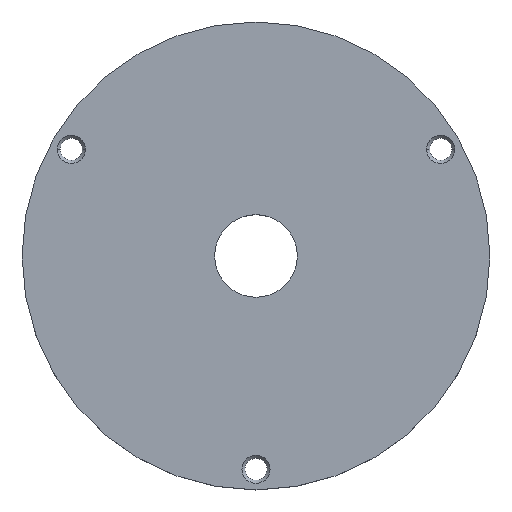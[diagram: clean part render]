
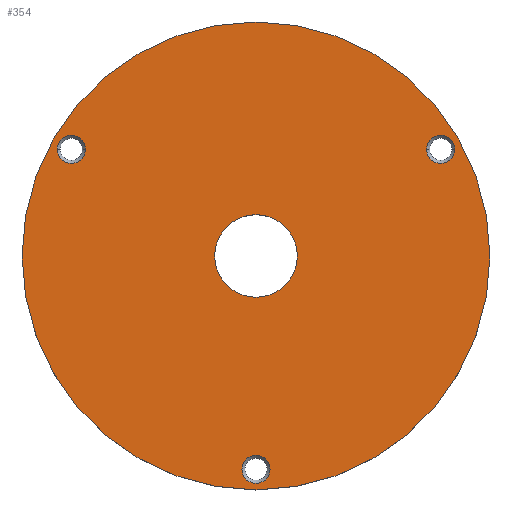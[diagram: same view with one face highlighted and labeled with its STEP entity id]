
A CAD part, top view. The second image highlights one B-rep face of the part: STEP entity #354.
In plain terms, the highlighted planar face has unit normal (0, 0, 1).
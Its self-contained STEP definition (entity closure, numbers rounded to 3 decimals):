
#11 = ORIENTED_EDGE ( 'NONE', *, *, #519, .F. ) ;
#17 = CIRCLE ( 'NONE', #419, 1.025 ) ;
#22 = AXIS2_PLACEMENT_3D ( 'NONE', #226, #513, #413 ) ;
#35 = FACE_BOUND ( 'NONE', #545, .T. ) ;
#39 = PLANE ( 'NONE',  #49 ) ;
#40 = CARTESIAN_POINT ( 'NONE',  ( 17., 0., 0. ) ) ;
#44 = CARTESIAN_POINT ( 'NONE',  ( 12.398, 7.75, 0. ) ) ;
#49 = AXIS2_PLACEMENT_3D ( 'NONE', #170, #411, #164 ) ;
#58 = DIRECTION ( 'NONE',  ( 1., 0., 0. ) ) ;
#59 = DIRECTION ( 'NONE',  ( 0., 0., 1. ) ) ;
#61 = CARTESIAN_POINT ( 'NONE',  ( 0., -15.5, 0. ) ) ;
#67 = DIRECTION ( 'NONE',  ( 0., 0., 1. ) ) ;
#76 = EDGE_LOOP ( 'NONE', ( #319, #428 ) ) ;
#78 = CIRCLE ( 'NONE', #280, 3. ) ;
#81 = EDGE_CURVE ( 'NONE', #250, #506, #232, .T. ) ;
#83 = FACE_BOUND ( 'NONE', #567, .T. ) ;
#87 = DIRECTION ( 'NONE',  ( 1., 0., 0. ) ) ;
#93 = CARTESIAN_POINT ( 'NONE',  ( -13.423, 7.75, 0. ) ) ;
#96 = CARTESIAN_POINT ( 'NONE',  ( 0., 0., 0. ) ) ;
#98 = EDGE_CURVE ( 'NONE', #431, #323, #586, .T. ) ;
#99 = DIRECTION ( 'NONE',  ( 1., 0., 0. ) ) ;
#104 = AXIS2_PLACEMENT_3D ( 'NONE', #93, #462, #99 ) ;
#105 = CARTESIAN_POINT ( 'NONE',  ( 0., 0., 0. ) ) ;
#116 = DIRECTION ( 'NONE',  ( 0., 0., 1. ) ) ;
#119 = CIRCLE ( 'NONE', #312, 1.025 ) ;
#125 = ORIENTED_EDGE ( 'NONE', *, *, #128, .F. ) ;
#128 = EDGE_CURVE ( 'NONE', #131, #142, #78, .T. ) ;
#131 = VERTEX_POINT ( 'NONE', #298 ) ;
#142 = VERTEX_POINT ( 'NONE', #447 ) ;
#152 = AXIS2_PLACEMENT_3D ( 'NONE', #582, #257, #58 ) ;
#156 = EDGE_LOOP ( 'NONE', ( #241, #306 ) ) ;
#158 = CIRCLE ( 'NONE', #525, 17. ) ;
#164 = DIRECTION ( 'NONE',  ( 1., 0., 0. ) ) ;
#170 = CARTESIAN_POINT ( 'NONE',  ( 0., 0., 0. ) ) ;
#176 = EDGE_CURVE ( 'NONE', #466, #470, #119, .T. ) ;
#187 = CARTESIAN_POINT ( 'NONE',  ( -12.398, 7.75, 0. ) ) ;
#191 = EDGE_CURVE ( 'NONE', #470, #466, #17, .T. ) ;
#193 = ORIENTED_EDGE ( 'NONE', *, *, #176, .F. ) ;
#199 = AXIS2_PLACEMENT_3D ( 'NONE', #376, #619, #576 ) ;
#201 = DIRECTION ( 'NONE',  ( 1., 0., 0. ) ) ;
#206 = ORIENTED_EDGE ( 'NONE', *, *, #526, .F. ) ;
#220 = FACE_BOUND ( 'NONE', #308, .T. ) ;
#226 = CARTESIAN_POINT ( 'NONE',  ( 13.423, 7.75, 0. ) ) ;
#231 = ORIENTED_EDGE ( 'NONE', *, *, #191, .F. ) ;
#232 = CIRCLE ( 'NONE', #199, 17. ) ;
#238 = AXIS2_PLACEMENT_3D ( 'NONE', #253, #59, #336 ) ;
#241 = ORIENTED_EDGE ( 'NONE', *, *, #570, .F. ) ;
#250 = VERTEX_POINT ( 'NONE', #529 ) ;
#253 = CARTESIAN_POINT ( 'NONE',  ( -13.423, 7.75, 0. ) ) ;
#257 = DIRECTION ( 'NONE',  ( 0., 0., 1. ) ) ;
#258 = CIRCLE ( 'NONE', #238, 1.025 ) ;
#275 = CARTESIAN_POINT ( 'NONE',  ( 0., 0., 0. ) ) ;
#280 = AXIS2_PLACEMENT_3D ( 'NONE', #105, #533, #338 ) ;
#282 = DIRECTION ( 'NONE',  ( 0., 0., 1. ) ) ;
#287 = AXIS2_PLACEMENT_3D ( 'NONE', #96, #282, #87 ) ;
#298 = CARTESIAN_POINT ( 'NONE',  ( -3., 0., 0. ) ) ;
#306 = ORIENTED_EDGE ( 'NONE', *, *, #98, .F. ) ;
#308 = EDGE_LOOP ( 'NONE', ( #206, #500 ) ) ;
#312 = AXIS2_PLACEMENT_3D ( 'NONE', #61, #348, #432 ) ;
#316 = FACE_BOUND ( 'NONE', #156, .T. ) ;
#319 = ORIENTED_EDGE ( 'NONE', *, *, #579, .T. ) ;
#323 = VERTEX_POINT ( 'NONE', #509 ) ;
#336 = DIRECTION ( 'NONE',  ( 1., 0., 0. ) ) ;
#337 = VERTEX_POINT ( 'NONE', #507 ) ;
#338 = DIRECTION ( 'NONE',  ( 1., 0., 0. ) ) ;
#348 = DIRECTION ( 'NONE',  ( 0., 0., 1. ) ) ;
#354 = ADVANCED_FACE ( 'NONE', ( #35, #220, #316, #83, #406 ), #39, .T. ) ;
#365 = CIRCLE ( 'NONE', #104, 1.025 ) ;
#376 = CARTESIAN_POINT ( 'NONE',  ( 0., 0., 0. ) ) ;
#406 = FACE_OUTER_BOUND ( 'NONE', #76, .T. ) ;
#411 = DIRECTION ( 'NONE',  ( 0., 0., 1. ) ) ;
#413 = DIRECTION ( 'NONE',  ( 1., 0., 0. ) ) ;
#419 = AXIS2_PLACEMENT_3D ( 'NONE', #437, #116, #496 ) ;
#428 = ORIENTED_EDGE ( 'NONE', *, *, #81, .T. ) ;
#431 = VERTEX_POINT ( 'NONE', #44 ) ;
#432 = DIRECTION ( 'NONE',  ( 1., 0., 0. ) ) ;
#437 = CARTESIAN_POINT ( 'NONE',  ( 0., -15.5, 0. ) ) ;
#447 = CARTESIAN_POINT ( 'NONE',  ( 3., 0., 0. ) ) ;
#462 = DIRECTION ( 'NONE',  ( 0., 0., 1. ) ) ;
#466 = VERTEX_POINT ( 'NONE', #569 ) ;
#470 = VERTEX_POINT ( 'NONE', #573 ) ;
#489 = VERTEX_POINT ( 'NONE', #187 ) ;
#496 = DIRECTION ( 'NONE',  ( 1., 0., 0. ) ) ;
#500 = ORIENTED_EDGE ( 'NONE', *, *, #592, .F. ) ;
#506 = VERTEX_POINT ( 'NONE', #40 ) ;
#507 = CARTESIAN_POINT ( 'NONE',  ( -14.448, 7.75, 0. ) ) ;
#509 = CARTESIAN_POINT ( 'NONE',  ( 14.448, 7.75, 0. ) ) ;
#513 = DIRECTION ( 'NONE',  ( 0., 0., 1. ) ) ;
#519 = EDGE_CURVE ( 'NONE', #142, #131, #577, .T. ) ;
#525 = AXIS2_PLACEMENT_3D ( 'NONE', #275, #67, #201 ) ;
#526 = EDGE_CURVE ( 'NONE', #489, #337, #365, .T. ) ;
#529 = CARTESIAN_POINT ( 'NONE',  ( -17., 0., 0. ) ) ;
#533 = DIRECTION ( 'NONE',  ( 0., 0., 1. ) ) ;
#545 = EDGE_LOOP ( 'NONE', ( #11, #125 ) ) ;
#563 = CIRCLE ( 'NONE', #22, 1.025 ) ;
#567 = EDGE_LOOP ( 'NONE', ( #193, #231 ) ) ;
#569 = CARTESIAN_POINT ( 'NONE',  ( 1.025, -15.5, 0. ) ) ;
#570 = EDGE_CURVE ( 'NONE', #323, #431, #563, .T. ) ;
#573 = CARTESIAN_POINT ( 'NONE',  ( -1.025, -15.5, 0. ) ) ;
#576 = DIRECTION ( 'NONE',  ( 1., 0., 0. ) ) ;
#577 = CIRCLE ( 'NONE', #287, 3. ) ;
#579 = EDGE_CURVE ( 'NONE', #506, #250, #158, .T. ) ;
#582 = CARTESIAN_POINT ( 'NONE',  ( 13.423, 7.75, 0. ) ) ;
#586 = CIRCLE ( 'NONE', #152, 1.025 ) ;
#592 = EDGE_CURVE ( 'NONE', #337, #489, #258, .T. ) ;
#619 = DIRECTION ( 'NONE',  ( 0., 0., 1. ) ) ;
